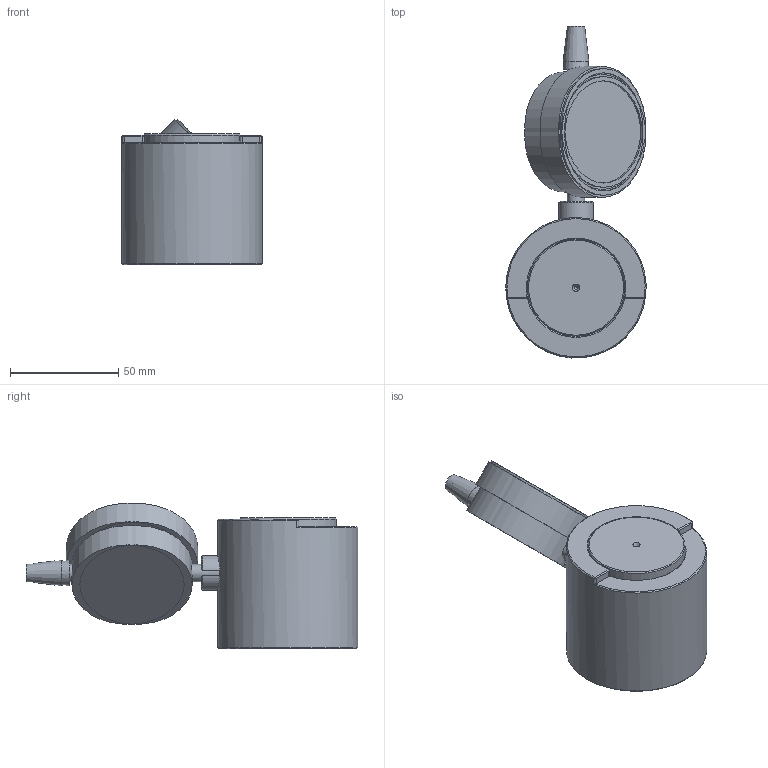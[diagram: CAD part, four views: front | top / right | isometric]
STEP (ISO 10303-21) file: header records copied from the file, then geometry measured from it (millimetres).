
FILE_DESCRIPTION(/* description */ ('Unknown'),/* implementation_level */ '2;1');
FILE_NAME(/* name */ 'HI10001136_B',/* time_stamp */ '2024-02-18T22:28:58+01:00',/* author */ ('Unknown'),/* organization */ ('Unknown'),/* preprocessor_version */ 'ST-DEVELOPER v18.102',/* originating_system */ 'Solid Edge',/* authorisation */ 'Unknown');
FILE_SCHEMA (('AUTOMOTIVE_DESIGN {1 0 10303 214 3 1 1}'));
Length unit declared in the file: millimetre
Products named in the file (10): HI10001136_B; HI10001132_A; HI10001131_A; HI10001133_A; HI10001134_B; HI10001135_B; BN 874 1323873 spiral spring pin 4x16_Steel hardened to 420-545 HV; HI10001137_A; BN 818 1287230 retaining ring for shafts 14x1_Spring steel; BN 24 1025643 hexagon socket set screw M5x8_Steel 45 H
Assembly tree (12 placements, depth 2):
  HI10001136_B
    HI10001132_A
    HI10001131_A  x2
    HI10001133_A
    HI10001134_B
    HI10001135_B  x2
    BN 874 1323873 spiral spring pin 4x16_Steel hardened to 420-545 HV  x2
    HI10001137_A
    BN 818 1287230 retaining ring for shafts 14x1_Spring steel
    BN 24 1025643 hexagon socket set screw M5x8_Steel 45 H
Bounding box: 64.97 x 153.63 x 67.24 mm (x, y, z)
Volume: 486529.1 mm3; surface area: 100967.7 mm2
Topology: 14 solids, 14 shells, 381 faces, 858 edges, 532 vertices
Faces by surface type: cone 136, cylinder 113, plane 112, torus 17, sphere 2, bspline 1
Full cylindrical faces by diameter (mm): 1.6 x6, 1.7 x2, 2.5 x1, 4 x3, 4.134 x2, 4.8 x2, 5 x1, 5.5 x2, 8 x4, 13 x3, 13.4 x3, 14 x8, 16 x2, 28 x3, 30 x2, 45 x7, 46 x2, 51 x2, 52 x2, 55 x2, 57 x2, 65 x2
Entity records: 10039 total; most frequent: CARTESIAN_POINT 3078, DIRECTION 1373, ORIENTED_EDGE 1038, AXIS2_PLACEMENT_3D 591, EDGE_CURVE 519, FACE_BOUND 446, EDGE_LOOP 439, VERTEX_POINT 371
